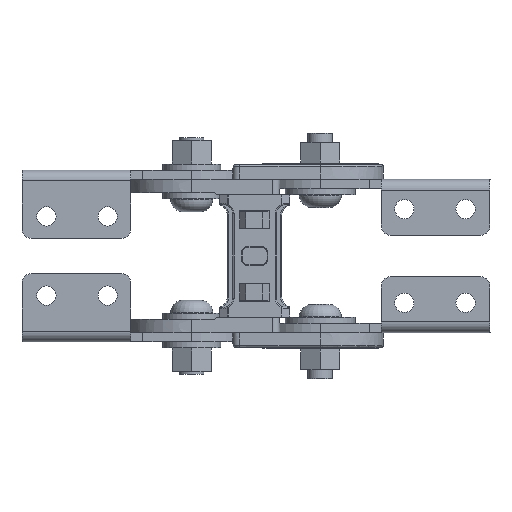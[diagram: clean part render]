
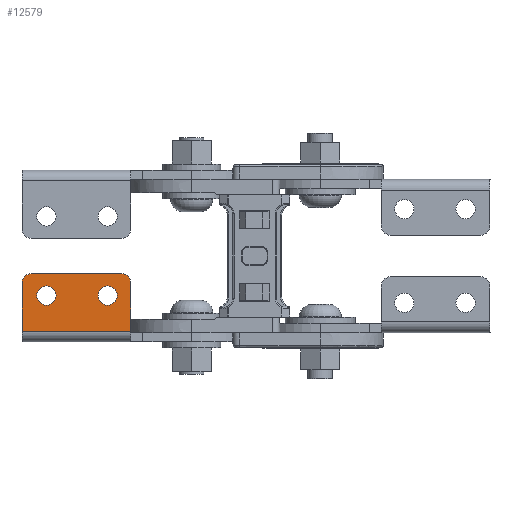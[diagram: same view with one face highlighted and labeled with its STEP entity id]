
A CAD part, front view. The second image highlights one B-rep face of the part: STEP entity #12579.
In plain terms, the highlighted planar face has unit normal (0, -1, 0).
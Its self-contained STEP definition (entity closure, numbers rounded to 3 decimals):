
#494 = AXIS2_PLACEMENT_3D ( 'NONE', #30983, #44885, #27010 ) ;
#505 = ORIENTED_EDGE ( 'NONE', *, *, #27201, .F. ) ;
#522 = EDGE_CURVE ( 'NONE', #16764, #38846, #25758, .T. ) ;
#1517 = VECTOR ( 'NONE', #19432, 1000. ) ;
#1643 = DIRECTION ( 'NONE',  ( 1., 0., 0. ) ) ;
#2433 = VERTEX_POINT ( 'NONE', #20525 ) ;
#2675 = VERTEX_POINT ( 'NONE', #7665 ) ;
#3331 = CIRCLE ( 'NONE', #26853, 3.15 ) ;
#4611 = EDGE_CURVE ( 'NONE', #8912, #23458, #5830, .T. ) ;
#5103 = CARTESIAN_POINT ( 'NONE',  ( -134.656, -19.759, 10.606 ) ) ;
#5518 = VECTOR ( 'NONE', #26538, 1000. ) ;
#5519 = CARTESIAN_POINT ( 'NONE',  ( -106.656, -19.759, 31.409 ) ) ;
#5555 = DIRECTION ( 'NONE',  ( 0., 0., 1. ) ) ;
#5830 = CIRCLE ( 'NONE', #38229, 3.15 ) ;
#7350 = ORIENTED_EDGE ( 'NONE', *, *, #15800, .T. ) ;
#7369 = DIRECTION ( 'NONE',  ( 0., 1., 0. ) ) ;
#7665 = CARTESIAN_POINT ( 'NONE',  ( -134.656, -19.759, 35.559 ) ) ;
#7817 = DIRECTION ( 'NONE',  ( 0., 1., 0. ) ) ;
#8518 = VERTEX_POINT ( 'NONE', #36183 ) ;
#8637 = DIRECTION ( 'NONE',  ( 1., 0., 0. ) ) ;
#8912 = VERTEX_POINT ( 'NONE', #45241 ) ;
#9007 = CARTESIAN_POINT ( 'NONE',  ( -131.656, -19.759, 38.559 ) ) ;
#9575 = DIRECTION ( 'NONE',  ( 0., -1., 0. ) ) ;
#9975 = EDGE_LOOP ( 'NONE', ( #7350, #42730 ) ) ;
#10473 = VERTEX_POINT ( 'NONE', #18482 ) ;
#10878 = VECTOR ( 'NONE', #1643, 1000. ) ;
#11943 = FACE_BOUND ( 'NONE', #14460, .T. ) ;
#12174 = CARTESIAN_POINT ( 'NONE',  ( -123.506, -19.759, 31.409 ) ) ;
#12527 = EDGE_LOOP ( 'NONE', ( #42904, #24077, #505, #16033, #35392, #40938 ) ) ;
#12579 = ADVANCED_FACE ( 'NONE', ( #34321, #11943, #42545 ), #34048, .F. ) ;
#13122 = CARTESIAN_POINT ( 'NONE',  ( -131.656, -19.759, 35.559 ) ) ;
#13404 = LINE ( 'NONE', #5103, #38550 ) ;
#13573 = CIRCLE ( 'NONE', #31781, 3.15 ) ;
#14151 = DIRECTION ( 'NONE',  ( 1., 0., 0. ) ) ;
#14172 = AXIS2_PLACEMENT_3D ( 'NONE', #13122, #9575, #16028 ) ;
#14460 = EDGE_LOOP ( 'NONE', ( #40507, #33764 ) ) ;
#15312 = AXIS2_PLACEMENT_3D ( 'NONE', #5519, #29960, #43577 ) ;
#15800 = EDGE_CURVE ( 'NONE', #2433, #8518, #35771, .T. ) ;
#15912 = CARTESIAN_POINT ( 'NONE',  ( -99.156, -19.759, 38.559 ) ) ;
#16028 = DIRECTION ( 'NONE',  ( 1., 0., 0. ) ) ;
#16033 = ORIENTED_EDGE ( 'NONE', *, *, #44957, .T. ) ;
#16764 = VERTEX_POINT ( 'NONE', #20493 ) ;
#17654 = CARTESIAN_POINT ( 'NONE',  ( -106.656, -19.759, 31.409 ) ) ;
#18482 = CARTESIAN_POINT ( 'NONE',  ( -99.156, -19.759, 35.559 ) ) ;
#19092 = LINE ( 'NONE', #43546, #10878 ) ;
#19432 = DIRECTION ( 'NONE',  ( 0., 0., -1. ) ) ;
#20493 = CARTESIAN_POINT ( 'NONE',  ( -134.656, -19.759, 19.8 ) ) ;
#20525 = CARTESIAN_POINT ( 'NONE',  ( -103.506, -19.759, 31.409 ) ) ;
#21171 = CARTESIAN_POINT ( 'NONE',  ( -102.156, -19.759, 38.559 ) ) ;
#21370 = DIRECTION ( 'NONE',  ( 0., 1., 0. ) ) ;
#21398 = CIRCLE ( 'NONE', #45338, 3. ) ;
#23458 = VERTEX_POINT ( 'NONE', #12174 ) ;
#23652 = CARTESIAN_POINT ( 'NONE',  ( -99.156, -19.759, 19.8 ) ) ;
#23777 = EDGE_CURVE ( 'NONE', #8518, #2433, #3331, .T. ) ;
#24077 = ORIENTED_EDGE ( 'NONE', *, *, #24658, .T. ) ;
#24608 = CARTESIAN_POINT ( 'NONE',  ( -102.156, -19.759, 35.559 ) ) ;
#24658 = EDGE_CURVE ( 'NONE', #10473, #34929, #21398, .T. ) ;
#25703 = CARTESIAN_POINT ( 'NONE',  ( -126.656, -19.759, 31.409 ) ) ;
#25758 = LINE ( 'NONE', #40472, #5518 ) ;
#26538 = DIRECTION ( 'NONE',  ( 1., 0., 0. ) ) ;
#26853 = AXIS2_PLACEMENT_3D ( 'NONE', #17654, #7369, #14151 ) ;
#27010 = DIRECTION ( 'NONE',  ( 1., 0., 0. ) ) ;
#27097 = VERTEX_POINT ( 'NONE', #9007 ) ;
#27139 = EDGE_CURVE ( 'NONE', #10473, #38846, #30541, .T. ) ;
#27201 = EDGE_CURVE ( 'NONE', #27097, #34929, #19092, .T. ) ;
#28641 = EDGE_CURVE ( 'NONE', #16764, #2675, #13404, .T. ) ;
#28913 = DIRECTION ( 'NONE',  ( 1., 0., 0. ) ) ;
#29960 = DIRECTION ( 'NONE',  ( 0., 1., 0. ) ) ;
#30541 = LINE ( 'NONE', #15912, #1517 ) ;
#30945 = CIRCLE ( 'NONE', #14172, 3. ) ;
#30983 = CARTESIAN_POINT ( 'NONE',  ( -79.156, -19.759, 1.059 ) ) ;
#31457 = DIRECTION ( 'NONE',  ( 1., 0., 0. ) ) ;
#31781 = AXIS2_PLACEMENT_3D ( 'NONE', #34960, #21370, #31457 ) ;
#33764 = ORIENTED_EDGE ( 'NONE', *, *, #4611, .T. ) ;
#34048 = PLANE ( 'NONE',  #494 ) ;
#34321 = FACE_BOUND ( 'NONE', #9975, .T. ) ;
#34929 = VERTEX_POINT ( 'NONE', #21171 ) ;
#34960 = CARTESIAN_POINT ( 'NONE',  ( -126.656, -19.759, 31.409 ) ) ;
#35392 = ORIENTED_EDGE ( 'NONE', *, *, #28641, .F. ) ;
#35771 = CIRCLE ( 'NONE', #15312, 3.15 ) ;
#36183 = CARTESIAN_POINT ( 'NONE',  ( -109.806, -19.759, 31.409 ) ) ;
#37123 = EDGE_CURVE ( 'NONE', #23458, #8912, #13573, .T. ) ;
#38229 = AXIS2_PLACEMENT_3D ( 'NONE', #25703, #7817, #28913 ) ;
#38550 = VECTOR ( 'NONE', #5555, 1000. ) ;
#38846 = VERTEX_POINT ( 'NONE', #23652 ) ;
#39217 = DIRECTION ( 'NONE',  ( 0., -1., 0. ) ) ;
#40472 = CARTESIAN_POINT ( 'NONE',  ( -79.156, -19.759, 19.8 ) ) ;
#40507 = ORIENTED_EDGE ( 'NONE', *, *, #37123, .T. ) ;
#40938 = ORIENTED_EDGE ( 'NONE', *, *, #522, .T. ) ;
#42545 = FACE_OUTER_BOUND ( 'NONE', #12527, .T. ) ;
#42730 = ORIENTED_EDGE ( 'NONE', *, *, #23777, .T. ) ;
#42904 = ORIENTED_EDGE ( 'NONE', *, *, #27139, .F. ) ;
#43546 = CARTESIAN_POINT ( 'NONE',  ( -134.656, -19.759, 38.559 ) ) ;
#43577 = DIRECTION ( 'NONE',  ( 1., 0., 0. ) ) ;
#44885 = DIRECTION ( 'NONE',  ( 0., 1., 0. ) ) ;
#44957 = EDGE_CURVE ( 'NONE', #27097, #2675, #30945, .T. ) ;
#45241 = CARTESIAN_POINT ( 'NONE',  ( -129.806, -19.759, 31.409 ) ) ;
#45338 = AXIS2_PLACEMENT_3D ( 'NONE', #24608, #39217, #8637 ) ;
